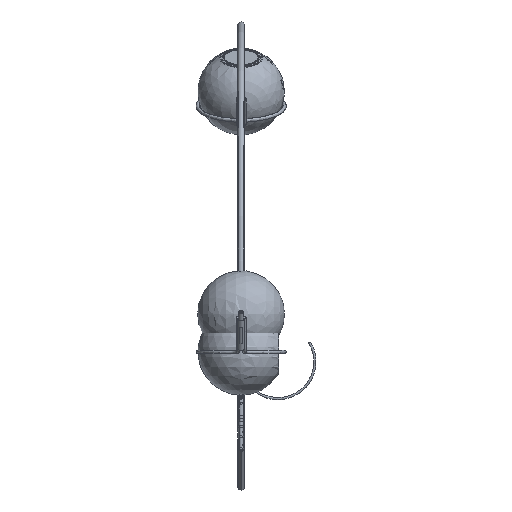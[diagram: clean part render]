
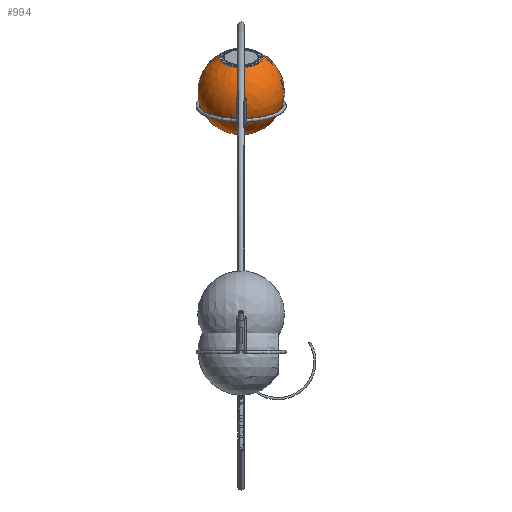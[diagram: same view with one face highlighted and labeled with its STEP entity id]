
A CAD part, left-side view. The second image highlights one B-rep face of the part: STEP entity #994.
In plain terms, the highlighted spherical face has radius 100 mm.
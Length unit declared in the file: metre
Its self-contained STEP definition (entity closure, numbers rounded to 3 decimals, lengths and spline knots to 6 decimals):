
#994 = ADVANCED_FACE( '', ( #1773, #1774 ), #1775, .T. );
#1773 = FACE_BOUND( '', #5314, .T. );
#1774 = FACE_BOUND( '', #5315, .T. );
#1775 = SPHERICAL_SURFACE( '', #5316, 0.1 );
#5314 = EDGE_LOOP( '', ( #7512, #7513 ) );
#5315 = EDGE_LOOP( '', ( #7514 ) );
#5316 = AXIS2_PLACEMENT_3D( '', #7515, #7516, #7517 );
#7512 = ORIENTED_EDGE( '', *, *, #8016, .T. );
#7513 = ORIENTED_EDGE( '', *, *, #8016, .F. );
#7514 = ORIENTED_EDGE( '', *, *, #8013, .T. );
#7515 = CARTESIAN_POINT( '', ( 0., 0., 0. ) );
#7516 = DIRECTION( '', ( 0., 0., 1. ) );
#7517 = DIRECTION( '', ( 1., 0., 0. ) );
#8013 = EDGE_CURVE( '', #8885, #8885, #8886, .T. );
#8016 = EDGE_CURVE( '', #8892, #8893, #8894, .T. );
#8885 = VERTEX_POINT( '', #13150 );
#8886 = CIRCLE( '', #13151, 0.049396 );
#8892 = VERTEX_POINT( '', #13157 );
#8893 = VERTEX_POINT( '', #13158 );
#8894 = CIRCLE( '', #13159, 0.1 );
#13150 = CARTESIAN_POINT( '', ( -0.049396, -0.086948, 0. ) );
#13151 = AXIS2_PLACEMENT_3D( '', #13912, #13913, #13914 );
#13157 = CARTESIAN_POINT( '', ( 0., 0., 0.1 ) );
#13158 = CARTESIAN_POINT( '', ( 0., 0., -0.1 ) );
#13159 = AXIS2_PLACEMENT_3D( '', #13921, #13922, #13923 );
#13912 = CARTESIAN_POINT( '', ( 0., -0.086948, 0. ) );
#13913 = DIRECTION( '', ( 0., 1., 0. ) );
#13914 = DIRECTION( '', ( -0.814, 0., -0.581 ) );
#13921 = CARTESIAN_POINT( '', ( 0., 0., 0. ) );
#13922 = DIRECTION( '', ( 0., -1., 0. ) );
#13923 = DIRECTION( '', ( -1., 0., 0. ) );
